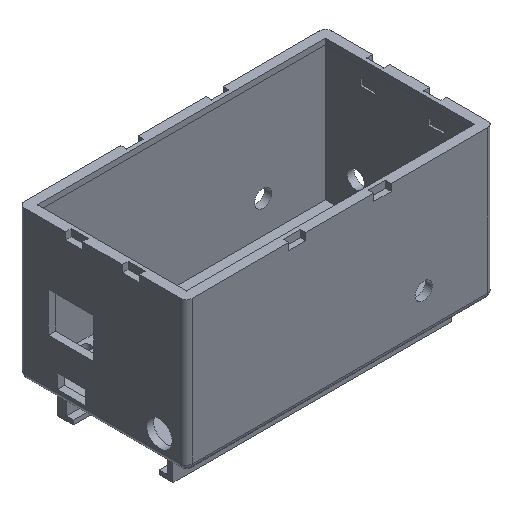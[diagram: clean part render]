
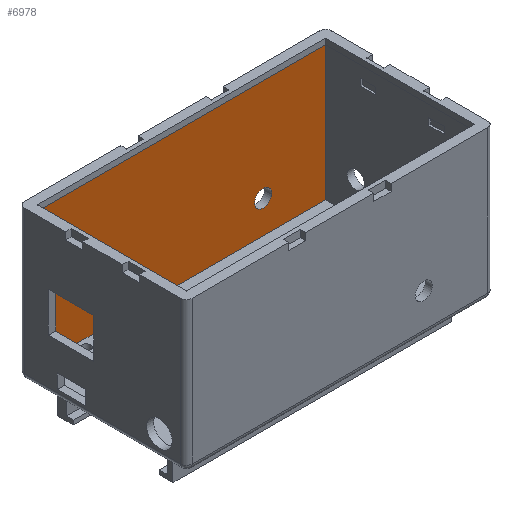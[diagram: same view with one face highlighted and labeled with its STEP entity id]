
A CAD part, isometric view. The second image highlights one B-rep face of the part: STEP entity #6978.
In plain terms, the highlighted planar face has unit normal (0, -1, 0).
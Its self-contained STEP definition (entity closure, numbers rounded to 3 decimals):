
#2169 = PLANE('',#2170);
#2170 = AXIS2_PLACEMENT_3D('',#2171,#2172,#2173);
#2171 = CARTESIAN_POINT('',(-51.5,27.,-25.));
#2172 = DIRECTION('',(1.,0.,-0.));
#2173 = DIRECTION('',(0.,-1.,0.));
#3056 = CYLINDRICAL_SURFACE('',#3057,3.);
#3057 = AXIS2_PLACEMENT_3D('',#3058,#3059,#3060);
#3058 = CARTESIAN_POINT('',(29.5,29.5,-13.5));
#3059 = DIRECTION('',(-0.,1.,-0.));
#3060 = DIRECTION('',(1.,0.,0.));
#4308 = PLANE('',#4309);
#4309 = AXIS2_PLACEMENT_3D('',#4310,#4311,#4312);
#4310 = CARTESIAN_POINT('',(0.,0.,23.));
#4311 = DIRECTION('',(0.,0.,1.));
#4312 = DIRECTION('',(1.,0.,-0.));
#5072 = VERTEX_POINT('',#5073);
#5073 = CARTESIAN_POINT('',(-51.5,27.,-25.));
#5089 = PLANE('',#5090);
#5090 = AXIS2_PLACEMENT_3D('',#5091,#5092,#5093);
#5091 = CARTESIAN_POINT('',(0.,0.,-25.));
#5092 = DIRECTION('',(0.,0.,1.));
#5093 = DIRECTION('',(1.,0.,-0.));
#5101 = EDGE_CURVE('',#5072,#5102,#5104,.T.);
#5102 = VERTEX_POINT('',#5103);
#5103 = CARTESIAN_POINT('',(-51.5,27.,23.));
#5104 = SURFACE_CURVE('',#5105,(#5109,#5116),.PCURVE_S1.);
#5105 = LINE('',#5106,#5107);
#5106 = CARTESIAN_POINT('',(-51.5,27.,-25.));
#5107 = VECTOR('',#5108,1.);
#5108 = DIRECTION('',(0.,0.,1.));
#5109 = PCURVE('',#2169,#5110);
#5110 = DEFINITIONAL_REPRESENTATION('',(#5111),#5115);
#5111 = LINE('',#5112,#5113);
#5112 = CARTESIAN_POINT('',(0.,0.));
#5113 = VECTOR('',#5114,1.);
#5114 = DIRECTION('',(0.,-1.));
#5115 = ( GEOMETRIC_REPRESENTATION_CONTEXT(2) 
PARAMETRIC_REPRESENTATION_CONTEXT() REPRESENTATION_CONTEXT('2D SPACE',''
  ) );
#5116 = PCURVE('',#5117,#5122);
#5117 = PLANE('',#5118);
#5118 = AXIS2_PLACEMENT_3D('',#5119,#5120,#5121);
#5119 = CARTESIAN_POINT('',(51.5,27.,-25.));
#5120 = DIRECTION('',(0.,-1.,0.));
#5121 = DIRECTION('',(-1.,0.,0.));
#5122 = DEFINITIONAL_REPRESENTATION('',(#5123),#5127);
#5123 = LINE('',#5124,#5125);
#5124 = CARTESIAN_POINT('',(103.,0.));
#5125 = VECTOR('',#5126,1.);
#5126 = DIRECTION('',(0.,-1.));
#5127 = ( GEOMETRIC_REPRESENTATION_CONTEXT(2) 
PARAMETRIC_REPRESENTATION_CONTEXT() REPRESENTATION_CONTEXT('2D SPACE',''
  ) );
#5559 = VERTEX_POINT('',#5560);
#5560 = CARTESIAN_POINT('',(32.5,27.,-13.5));
#5581 = EDGE_CURVE('',#5559,#5559,#5582,.T.);
#5582 = SURFACE_CURVE('',#5583,(#5588,#5595),.PCURVE_S1.);
#5583 = CIRCLE('',#5584,3.);
#5584 = AXIS2_PLACEMENT_3D('',#5585,#5586,#5587);
#5585 = CARTESIAN_POINT('',(29.5,27.,-13.5));
#5586 = DIRECTION('',(0.,-1.,0.));
#5587 = DIRECTION('',(1.,0.,0.));
#5588 = PCURVE('',#3056,#5589);
#5589 = DEFINITIONAL_REPRESENTATION('',(#5590),#5594);
#5590 = LINE('',#5591,#5592);
#5591 = CARTESIAN_POINT('',(-0.,-2.5));
#5592 = VECTOR('',#5593,1.);
#5593 = DIRECTION('',(-1.,0.));
#5594 = ( GEOMETRIC_REPRESENTATION_CONTEXT(2) 
PARAMETRIC_REPRESENTATION_CONTEXT() REPRESENTATION_CONTEXT('2D SPACE',''
  ) );
#5595 = PCURVE('',#5117,#5596);
#5596 = DEFINITIONAL_REPRESENTATION('',(#5597),#5601);
#5597 = CIRCLE('',#5598,3.);
#5598 = AXIS2_PLACEMENT_2D('',#5599,#5600);
#5599 = CARTESIAN_POINT('',(22.,-11.5));
#5600 = DIRECTION('',(-1.,-0.));
#5601 = ( GEOMETRIC_REPRESENTATION_CONTEXT(2) 
PARAMETRIC_REPRESENTATION_CONTEXT() REPRESENTATION_CONTEXT('2D SPACE',''
  ) );
#5711 = PLANE('',#5712);
#5712 = AXIS2_PLACEMENT_3D('',#5713,#5714,#5715);
#5713 = CARTESIAN_POINT('',(51.5,-27.,-25.));
#5714 = DIRECTION('',(-1.,0.,0.));
#5715 = DIRECTION('',(0.,1.,0.));
#5924 = VERTEX_POINT('',#5925);
#5925 = CARTESIAN_POINT('',(51.5,27.,23.));
#5946 = EDGE_CURVE('',#5924,#5102,#5947,.T.);
#5947 = SURFACE_CURVE('',#5948,(#5952,#5959),.PCURVE_S1.);
#5948 = LINE('',#5949,#5950);
#5949 = CARTESIAN_POINT('',(51.5,27.,23.));
#5950 = VECTOR('',#5951,1.);
#5951 = DIRECTION('',(-1.,0.,0.));
#5952 = PCURVE('',#4308,#5953);
#5953 = DEFINITIONAL_REPRESENTATION('',(#5954),#5958);
#5954 = LINE('',#5955,#5956);
#5955 = CARTESIAN_POINT('',(51.5,27.));
#5956 = VECTOR('',#5957,1.);
#5957 = DIRECTION('',(-1.,0.));
#5958 = ( GEOMETRIC_REPRESENTATION_CONTEXT(2) 
PARAMETRIC_REPRESENTATION_CONTEXT() REPRESENTATION_CONTEXT('2D SPACE',''
  ) );
#5959 = PCURVE('',#5117,#5960);
#5960 = DEFINITIONAL_REPRESENTATION('',(#5961),#5965);
#5961 = LINE('',#5962,#5963);
#5962 = CARTESIAN_POINT('',(0.,-48.));
#5963 = VECTOR('',#5964,1.);
#5964 = DIRECTION('',(1.,0.));
#5965 = ( GEOMETRIC_REPRESENTATION_CONTEXT(2) 
PARAMETRIC_REPRESENTATION_CONTEXT() REPRESENTATION_CONTEXT('2D SPACE',''
  ) );
#6917 = VERTEX_POINT('',#6918);
#6918 = CARTESIAN_POINT('',(51.5,27.,-25.));
#6939 = EDGE_CURVE('',#6917,#5072,#6940,.T.);
#6940 = SURFACE_CURVE('',#6941,(#6945,#6952),.PCURVE_S1.);
#6941 = LINE('',#6942,#6943);
#6942 = CARTESIAN_POINT('',(51.5,27.,-25.));
#6943 = VECTOR('',#6944,1.);
#6944 = DIRECTION('',(-1.,0.,0.));
#6945 = PCURVE('',#5089,#6946);
#6946 = DEFINITIONAL_REPRESENTATION('',(#6947),#6951);
#6947 = LINE('',#6948,#6949);
#6948 = CARTESIAN_POINT('',(51.5,27.));
#6949 = VECTOR('',#6950,1.);
#6950 = DIRECTION('',(-1.,0.));
#6951 = ( GEOMETRIC_REPRESENTATION_CONTEXT(2) 
PARAMETRIC_REPRESENTATION_CONTEXT() REPRESENTATION_CONTEXT('2D SPACE',''
  ) );
#6952 = PCURVE('',#5117,#6953);
#6953 = DEFINITIONAL_REPRESENTATION('',(#6954),#6958);
#6954 = LINE('',#6955,#6956);
#6955 = CARTESIAN_POINT('',(0.,-0.));
#6956 = VECTOR('',#6957,1.);
#6957 = DIRECTION('',(1.,0.));
#6958 = ( GEOMETRIC_REPRESENTATION_CONTEXT(2) 
PARAMETRIC_REPRESENTATION_CONTEXT() REPRESENTATION_CONTEXT('2D SPACE',''
  ) );
#6978 = ADVANCED_FACE('',(#6979,#7005),#5117,.T.);
#6979 = FACE_BOUND('',#6980,.T.);
#6980 = EDGE_LOOP('',(#6981,#6982,#7003,#7004));
#6981 = ORIENTED_EDGE('',*,*,#6939,.F.);
#6982 = ORIENTED_EDGE('',*,*,#6983,.T.);
#6983 = EDGE_CURVE('',#6917,#5924,#6984,.T.);
#6984 = SURFACE_CURVE('',#6985,(#6989,#6996),.PCURVE_S1.);
#6985 = LINE('',#6986,#6987);
#6986 = CARTESIAN_POINT('',(51.5,27.,-25.));
#6987 = VECTOR('',#6988,1.);
#6988 = DIRECTION('',(0.,0.,1.));
#6989 = PCURVE('',#5117,#6990);
#6990 = DEFINITIONAL_REPRESENTATION('',(#6991),#6995);
#6991 = LINE('',#6992,#6993);
#6992 = CARTESIAN_POINT('',(0.,-0.));
#6993 = VECTOR('',#6994,1.);
#6994 = DIRECTION('',(0.,-1.));
#6995 = ( GEOMETRIC_REPRESENTATION_CONTEXT(2) 
PARAMETRIC_REPRESENTATION_CONTEXT() REPRESENTATION_CONTEXT('2D SPACE',''
  ) );
#6996 = PCURVE('',#5711,#6997);
#6997 = DEFINITIONAL_REPRESENTATION('',(#6998),#7002);
#6998 = LINE('',#6999,#7000);
#6999 = CARTESIAN_POINT('',(54.,0.));
#7000 = VECTOR('',#7001,1.);
#7001 = DIRECTION('',(0.,-1.));
#7002 = ( GEOMETRIC_REPRESENTATION_CONTEXT(2) 
PARAMETRIC_REPRESENTATION_CONTEXT() REPRESENTATION_CONTEXT('2D SPACE',''
  ) );
#7003 = ORIENTED_EDGE('',*,*,#5946,.T.);
#7004 = ORIENTED_EDGE('',*,*,#5101,.F.);
#7005 = FACE_BOUND('',#7006,.T.);
#7006 = EDGE_LOOP('',(#7007));
#7007 = ORIENTED_EDGE('',*,*,#5581,.F.);
